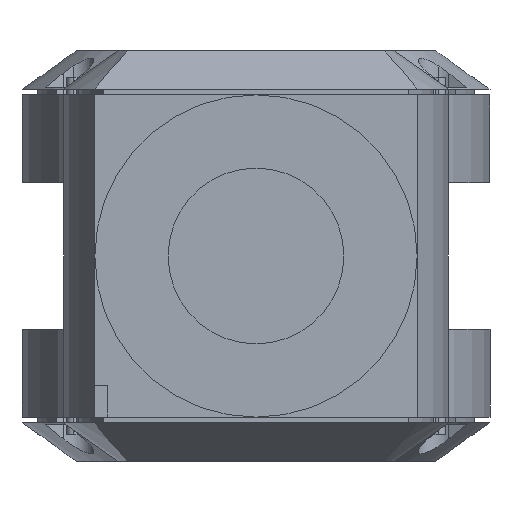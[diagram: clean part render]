
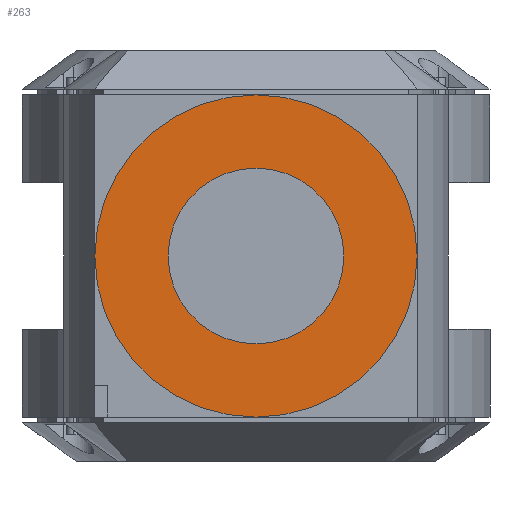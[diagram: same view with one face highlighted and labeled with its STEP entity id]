
A CAD part, left-side view. The second image highlights one B-rep face of the part: STEP entity #263.
In plain terms, the highlighted planar face has unit normal (-1, 0, 0).
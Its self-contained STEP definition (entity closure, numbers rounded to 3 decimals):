
#151 = ORIENTED_EDGE ( 'NONE', *, *, #4294, .F. ) ;
#163 = PLANE ( 'NONE',  #6379 ) ;
#219 = VERTEX_POINT ( 'NONE', #1561 ) ;
#263 = ADVANCED_FACE ( 'NONE', ( #6093, #6847 ), #163, .F. ) ;
#834 = AXIS2_PLACEMENT_3D ( 'NONE', #6286, #8421, #7021 ) ;
#1279 = EDGE_CURVE ( 'NONE', #4308, #219, #4084, .T. ) ;
#1561 = CARTESIAN_POINT ( 'NONE',  ( -132.321, 0., -15. ) ) ;
#1777 = AXIS2_PLACEMENT_3D ( 'NONE', #3141, #7481, #3237 ) ;
#2149 = CARTESIAN_POINT ( 'NONE',  ( -132.321, 0., 0. ) ) ;
#2211 = ORIENTED_EDGE ( 'NONE', *, *, #3894, .F. ) ;
#2318 = DIRECTION ( 'NONE',  ( 0., 0., -1. ) ) ;
#2532 = DIRECTION ( 'NONE',  ( -1., 0., 0. ) ) ;
#2669 = CIRCLE ( 'NONE', #1777, 27.5 ) ;
#2772 = CARTESIAN_POINT ( 'NONE',  ( -132.321, 0., -27.5 ) ) ;
#2858 = EDGE_LOOP ( 'NONE', ( #2211, #5740 ) ) ;
#2921 = CARTESIAN_POINT ( 'NONE',  ( -132.321, 0., 27.5 ) ) ;
#3141 = CARTESIAN_POINT ( 'NONE',  ( -132.321, 0., 0. ) ) ;
#3237 = DIRECTION ( 'NONE',  ( 0., 0., -1. ) ) ;
#3276 = CIRCLE ( 'NONE', #6887, 27.5 ) ;
#3576 = DIRECTION ( 'NONE',  ( 1., 0., 0. ) ) ;
#3894 = EDGE_CURVE ( 'NONE', #219, #4308, #4296, .T. ) ;
#4084 = CIRCLE ( 'NONE', #834, 15. ) ;
#4250 = CARTESIAN_POINT ( 'NONE',  ( -132.321, 0., 15. ) ) ;
#4294 = EDGE_CURVE ( 'NONE', #6890, #4442, #3276, .T. ) ;
#4296 = CIRCLE ( 'NONE', #4839, 15. ) ;
#4308 = VERTEX_POINT ( 'NONE', #4250 ) ;
#4442 = VERTEX_POINT ( 'NONE', #2921 ) ;
#4839 = AXIS2_PLACEMENT_3D ( 'NONE', #6079, #2532, #8168 ) ;
#5113 = EDGE_LOOP ( 'NONE', ( #7602, #151 ) ) ;
#5134 = DIRECTION ( 'NONE',  ( 1., 0., 0. ) ) ;
#5740 = ORIENTED_EDGE ( 'NONE', *, *, #1279, .F. ) ;
#5836 = CARTESIAN_POINT ( 'NONE',  ( -132.321, 0., 0. ) ) ;
#6079 = CARTESIAN_POINT ( 'NONE',  ( -132.321, 0., 0. ) ) ;
#6093 = FACE_BOUND ( 'NONE', #2858, .T. ) ;
#6286 = CARTESIAN_POINT ( 'NONE',  ( -132.321, 0., 0. ) ) ;
#6379 = AXIS2_PLACEMENT_3D ( 'NONE', #5836, #5134, #2318 ) ;
#6847 = FACE_OUTER_BOUND ( 'NONE', #5113, .T. ) ;
#6887 = AXIS2_PLACEMENT_3D ( 'NONE', #2149, #3576, #7782 ) ;
#6890 = VERTEX_POINT ( 'NONE', #2772 ) ;
#7021 = DIRECTION ( 'NONE',  ( 0., 0., 1. ) ) ;
#7481 = DIRECTION ( 'NONE',  ( 1., 0., 0. ) ) ;
#7602 = ORIENTED_EDGE ( 'NONE', *, *, #8882, .F. ) ;
#7782 = DIRECTION ( 'NONE',  ( 0., 0., -1. ) ) ;
#8168 = DIRECTION ( 'NONE',  ( 0., 0., 1. ) ) ;
#8421 = DIRECTION ( 'NONE',  ( -1., 0., 0. ) ) ;
#8882 = EDGE_CURVE ( 'NONE', #4442, #6890, #2669, .T. ) ;
